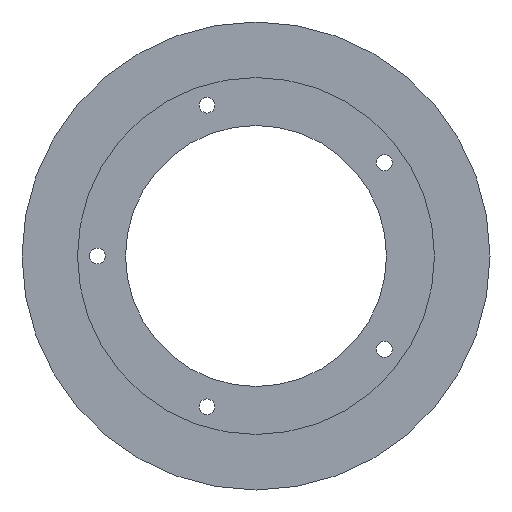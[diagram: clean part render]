
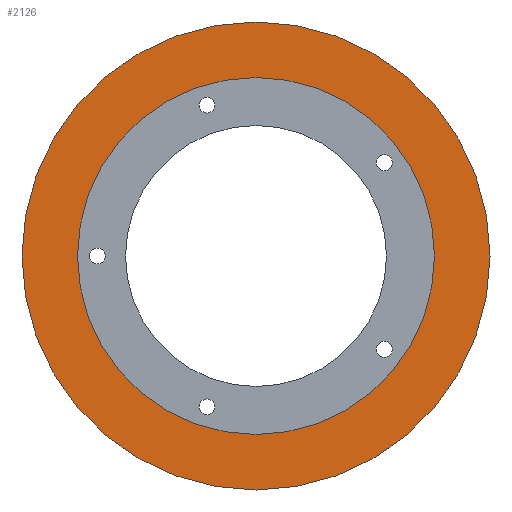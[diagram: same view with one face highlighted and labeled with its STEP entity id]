
A CAD part, front view. The second image highlights one B-rep face of the part: STEP entity #2126.
In plain terms, the highlighted planar face has unit normal (0, -1, 0).
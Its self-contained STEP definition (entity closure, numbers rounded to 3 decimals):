
#477 = CARTESIAN_POINT ( 'NONE',  ( 0., 5.5, 0. ) ) ;
#1168 = AXIS2_PLACEMENT_3D ( 'NONE', #14912, #7798, #12691 ) ;
#2126 = ADVANCED_FACE ( 'NONE', ( #10043, #4128 ), #13880, .T. ) ;
#2131 = CIRCLE ( 'NONE', #4915, 45. ) ;
#2381 = CIRCLE ( 'NONE', #6457, 45. ) ;
#2723 = DIRECTION ( 'NONE',  ( 0., 0., -1. ) ) ;
#2950 = CARTESIAN_POINT ( 'NONE',  ( 0., 5.5, 45. ) ) ;
#2983 = EDGE_LOOP ( 'NONE', ( #15329, #5626 ) ) ;
#3611 = CARTESIAN_POINT ( 'NONE',  ( 0., 5.5, 59. ) ) ;
#3681 = VERTEX_POINT ( 'NONE', #5220 ) ;
#3916 = CARTESIAN_POINT ( 'NONE',  ( 0., 5.5, 0. ) ) ;
#4128 = FACE_OUTER_BOUND ( 'NONE', #2983, .T. ) ;
#4915 = AXIS2_PLACEMENT_3D ( 'NONE', #3916, #11265, #2723 ) ;
#5220 = CARTESIAN_POINT ( 'NONE',  ( 0., 5.5, -45. ) ) ;
#5317 = EDGE_LOOP ( 'NONE', ( #9574, #12494 ) ) ;
#5392 = AXIS2_PLACEMENT_3D ( 'NONE', #10076, #11509, #8946 ) ;
#5626 = ORIENTED_EDGE ( 'NONE', *, *, #13694, .T. ) ;
#5701 = VERTEX_POINT ( 'NONE', #3611 ) ;
#6059 = CARTESIAN_POINT ( 'NONE',  ( 0., 5.5, -59. ) ) ;
#6457 = AXIS2_PLACEMENT_3D ( 'NONE', #477, #10210, #15076 ) ;
#6792 = VERTEX_POINT ( 'NONE', #2950 ) ;
#7798 = DIRECTION ( 'NONE',  ( 0., -1., 0. ) ) ;
#8946 = DIRECTION ( 'NONE',  ( 0., 0., -1. ) ) ;
#9393 = CIRCLE ( 'NONE', #11154, 59. ) ;
#9457 = VERTEX_POINT ( 'NONE', #6059 ) ;
#9574 = ORIENTED_EDGE ( 'NONE', *, *, #12634, .F. ) ;
#10043 = FACE_BOUND ( 'NONE', #5317, .T. ) ;
#10076 = CARTESIAN_POINT ( 'NONE',  ( 0., 5.5, 0. ) ) ;
#10210 = DIRECTION ( 'NONE',  ( 0., -1., 0. ) ) ;
#10884 = EDGE_CURVE ( 'NONE', #6792, #3681, #2131, .T. ) ;
#11154 = AXIS2_PLACEMENT_3D ( 'NONE', #12705, #15245, #11425 ) ;
#11265 = DIRECTION ( 'NONE',  ( 0., -1., 0. ) ) ;
#11425 = DIRECTION ( 'NONE',  ( 0., 0., -1. ) ) ;
#11509 = DIRECTION ( 'NONE',  ( 0., -1., 0. ) ) ;
#12494 = ORIENTED_EDGE ( 'NONE', *, *, #10884, .F. ) ;
#12634 = EDGE_CURVE ( 'NONE', #3681, #6792, #2381, .T. ) ;
#12691 = DIRECTION ( 'NONE',  ( 0., 0., -1. ) ) ;
#12705 = CARTESIAN_POINT ( 'NONE',  ( 0., 5.5, 0. ) ) ;
#12818 = CIRCLE ( 'NONE', #5392, 59. ) ;
#13694 = EDGE_CURVE ( 'NONE', #5701, #9457, #12818, .T. ) ;
#13880 = PLANE ( 'NONE',  #1168 ) ;
#14912 = CARTESIAN_POINT ( 'NONE',  ( 0., 5.5, 0. ) ) ;
#15076 = DIRECTION ( 'NONE',  ( 0., 0., -1. ) ) ;
#15245 = DIRECTION ( 'NONE',  ( 0., -1., 0. ) ) ;
#15301 = EDGE_CURVE ( 'NONE', #9457, #5701, #9393, .T. ) ;
#15329 = ORIENTED_EDGE ( 'NONE', *, *, #15301, .T. ) ;
